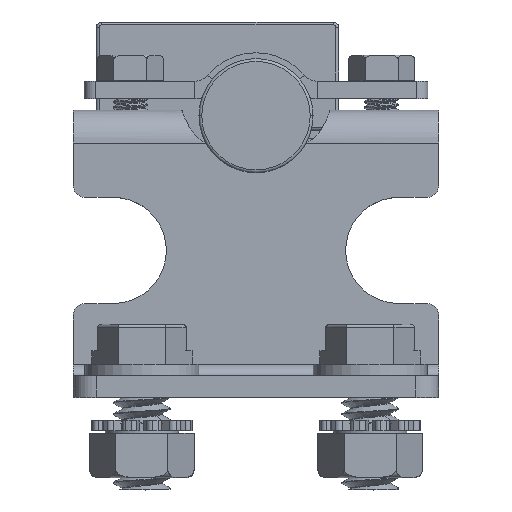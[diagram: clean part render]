
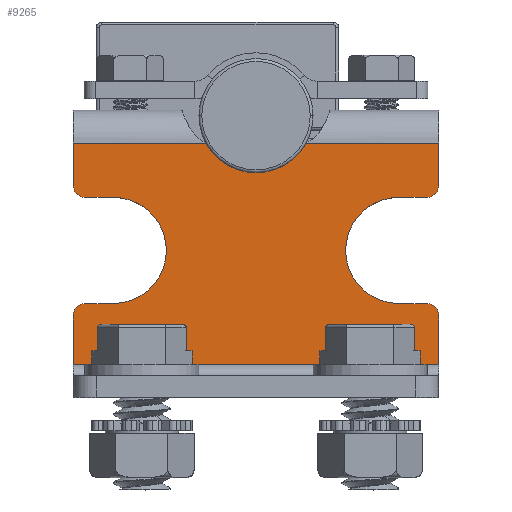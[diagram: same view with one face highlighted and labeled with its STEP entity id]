
A CAD part, top view. The second image highlights one B-rep face of the part: STEP entity #9265.
In plain terms, the highlighted face is planar.
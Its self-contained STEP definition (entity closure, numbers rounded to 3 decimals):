
#7885=CARTESIAN_POINT('',(-1.9,21.3,-3.666));
#7886=DIRECTION('',(-1.,0.,0.));
#7887=DIRECTION('',(0.,0.68,0.733));
#7888=AXIS2_PLACEMENT_3D('',#7885,#7886,#7887);
#7890=CARTESIAN_POINT('',(-1.9,24.7,0.));
#7891=DIRECTION('',(1.,0.,0.));
#7892=DIRECTION('',(0.,-0.68,0.733));
#7893=AXIS2_PLACEMENT_3D('',#7890,#7891,#7892);
#7895=CARTESIAN_POINT('',(-1.9,21.3,3.666));
#7896=DIRECTION('',(-1.,0.,0.));
#7897=DIRECTION('',(0.,1.,0.));
#7898=AXIS2_PLACEMENT_3D('',#7895,#7896,#7897);
#7900=DIRECTION('',(0.,0.,-1.));
#7901=VECTOR('',#7900,0.313);
#7902=CARTESIAN_POINT('',(-1.9,22.3,3.979));
#7903=LINE('',#7902,#7901);
#7904=CARTESIAN_POINT('',(-1.9,18.55,15.));
#7905=DIRECTION('',(-1.,0.,0.));
#7906=DIRECTION('',(0.,-1.,0.));
#7907=AXIS2_PLACEMENT_3D('',#7904,#7905,#7906);
#7909=DIRECTION('',(0.,0.,-1.));
#7910=VECTOR('',#7909,2.5);
#7911=CARTESIAN_POINT('',(-1.9,17.55,15.));
#7912=LINE('',#7911,#7910);
#7913=CARTESIAN_POINT('',(-1.9,12.9,12.5));
#7914=DIRECTION('',(-1.,0.,0.));
#7915=DIRECTION('',(0.,1.,0.));
#7916=AXIS2_PLACEMENT_3D('',#7913,#7914,#7915);
#7918=DIRECTION('',(0.,0.,-1.));
#7919=VECTOR('',#7918,2.5);
#7920=CARTESIAN_POINT('',(-1.9,8.25,15.));
#7921=LINE('',#7920,#7919);
#7922=CARTESIAN_POINT('',(-1.9,7.25,15.));
#7923=DIRECTION('',(-1.,0.,0.));
#7924=DIRECTION('',(0.,0.,1.));
#7925=AXIS2_PLACEMENT_3D('',#7922,#7923,#7924);
#7927=DIRECTION('',(0.,0.,1.));
#7928=VECTOR('',#7927,32.);
#7929=CARTESIAN_POINT('',(-1.9,2.9,-16.));
#7930=LINE('',#7929,#7928);
#7931=CARTESIAN_POINT('',(-1.9,7.25,-15.));
#7932=DIRECTION('',(-1.,0.,0.));
#7933=DIRECTION('',(0.,1.,0.));
#7934=AXIS2_PLACEMENT_3D('',#7931,#7932,#7933);
#7936=DIRECTION('',(0.,0.,1.));
#7937=VECTOR('',#7936,2.5);
#7938=CARTESIAN_POINT('',(-1.9,8.25,-15.));
#7939=LINE('',#7938,#7937);
#7940=CARTESIAN_POINT('',(-1.9,12.9,-12.5));
#7941=DIRECTION('',(-1.,0.,0.));
#7942=DIRECTION('',(0.,-1.,0.));
#7943=AXIS2_PLACEMENT_3D('',#7940,#7941,#7942);
#7945=DIRECTION('',(0.,0.,1.));
#7946=VECTOR('',#7945,2.5);
#7947=CARTESIAN_POINT('',(-1.9,17.55,-15.));
#7948=LINE('',#7947,#7946);
#7949=CARTESIAN_POINT('',(-1.9,18.55,-15.));
#7950=DIRECTION('',(-1.,0.,0.));
#7951=DIRECTION('',(0.,0.,-1.));
#7952=AXIS2_PLACEMENT_3D('',#7949,#7950,#7951);
#7954=DIRECTION('',(0.,0.,-1.));
#7955=VECTOR('',#7954,0.313);
#7956=CARTESIAN_POINT('',(-1.9,22.3,-3.666));
#7957=LINE('',#7956,#7955);
#8155=DIRECTION('',(0.,1.,0.));
#8156=VECTOR('',#8155,4.35);
#8157=CARTESIAN_POINT('',(-1.9,2.9,16.));
#8158=LINE('',#8157,#8156);
#8163=DIRECTION('',(0.,1.,0.));
#8164=VECTOR('',#8163,3.75);
#8165=CARTESIAN_POINT('',(-1.9,18.55,16.));
#8166=LINE('',#8165,#8164);
#8197=CARTESIAN_POINT('',(-1.9,22.3,-3.979));
#8199=DIRECTION('',(0.,0.,1.));
#8200=VECTOR('',#8199,12.021);
#8201=CARTESIAN_POINT('',(-1.9,22.3,-16.));
#8202=LINE('',#8201,#8200);
#8203=CARTESIAN_POINT('',(-1.9,22.3,3.979));
#8215=DIRECTION('',(0.,0.,1.));
#8216=VECTOR('',#8215,12.021);
#8217=CARTESIAN_POINT('',(-1.9,22.3,3.979));
#8218=LINE('',#8217,#8216);
#8629=DIRECTION('',(0.,1.,0.));
#8630=VECTOR('',#8629,3.75);
#8631=CARTESIAN_POINT('',(-1.9,18.55,-16.));
#8632=LINE('',#8631,#8630);
#8637=DIRECTION('',(0.,1.,0.));
#8638=VECTOR('',#8637,4.35);
#8639=CARTESIAN_POINT('',(-1.9,2.9,-16.));
#8640=LINE('',#8639,#8638);
#8773=CARTESIAN_POINT('',(-1.9,17.55,12.5));
#8774=CARTESIAN_POINT('',(-1.9,8.25,12.5));
#8775=VERTEX_POINT('',#8773);
#8776=VERTEX_POINT('',#8774);
#8777=CARTESIAN_POINT('',(-1.9,8.25,-12.5));
#8778=CARTESIAN_POINT('',(-1.9,17.55,-12.5));
#8779=VERTEX_POINT('',#8777);
#8780=VERTEX_POINT('',#8778);
#8805=CARTESIAN_POINT('',(-1.9,7.25,16.));
#8806=VERTEX_POINT('',#8805);
#8807=CARTESIAN_POINT('',(-1.9,8.25,15.));
#8808=VERTEX_POINT('',#8807);
#8813=CARTESIAN_POINT('',(-1.9,17.55,15.));
#8814=VERTEX_POINT('',#8813);
#8815=CARTESIAN_POINT('',(-1.9,18.55,16.));
#8816=VERTEX_POINT('',#8815);
#8821=CARTESIAN_POINT('',(-1.9,18.55,-16.));
#8822=VERTEX_POINT('',#8821);
#8823=CARTESIAN_POINT('',(-1.9,17.55,-15.));
#8824=VERTEX_POINT('',#8823);
#8829=CARTESIAN_POINT('',(-1.9,8.25,-15.));
#8830=VERTEX_POINT('',#8829);
#8831=CARTESIAN_POINT('',(-1.9,7.25,-16.));
#8832=VERTEX_POINT('',#8831);
#8841=CARTESIAN_POINT('',(-1.9,2.9,-16.));
#8842=VERTEX_POINT('',#8841);
#8843=CARTESIAN_POINT('',(-1.9,22.3,-16.));
#8844=VERTEX_POINT('',#8843);
#8845=CARTESIAN_POINT('',(-1.9,2.9,16.));
#8846=VERTEX_POINT('',#8845);
#8847=CARTESIAN_POINT('',(-1.9,22.3,16.));
#8848=VERTEX_POINT('',#8847);
#8955=VERTEX_POINT('',#8197);
#8956=VERTEX_POINT('',#8203);
#8965=CARTESIAN_POINT('',(-1.9,21.98,-2.933));
#8966=VERTEX_POINT('',#8965);
#8967=CARTESIAN_POINT('',(-1.9,22.3,-3.666));
#8968=VERTEX_POINT('',#8967);
#8973=CARTESIAN_POINT('',(-1.9,22.3,3.666));
#8974=VERTEX_POINT('',#8973);
#8975=CARTESIAN_POINT('',(-1.9,21.98,2.933));
#8976=VERTEX_POINT('',#8975);
#9215=CARTESIAN_POINT('',(-1.9,2.9,-16.));
#9216=DIRECTION('',(1.,0.,0.));
#9217=DIRECTION('',(0.,1.,0.));
#9218=AXIS2_PLACEMENT_3D('',#9215,#9216,#9217);
#9219=PLANE('',#9218);
#9221=ORIENTED_EDGE('',*,*,#9220,.F.);
#9223=ORIENTED_EDGE('',*,*,#9222,.F.);
#9225=ORIENTED_EDGE('',*,*,#9224,.F.);
#9227=ORIENTED_EDGE('',*,*,#9226,.F.);
#9229=ORIENTED_EDGE('',*,*,#9228,.T.);
#9231=ORIENTED_EDGE('',*,*,#9230,.F.);
#9233=ORIENTED_EDGE('',*,*,#9232,.F.);
#9235=ORIENTED_EDGE('',*,*,#9234,.T.);
#9237=ORIENTED_EDGE('',*,*,#9236,.T.);
#9239=ORIENTED_EDGE('',*,*,#9238,.F.);
#9241=ORIENTED_EDGE('',*,*,#9240,.F.);
#9243=ORIENTED_EDGE('',*,*,#9242,.F.);
#9244=ORIENTED_EDGE('',*,*,#9208,.F.);
#9246=ORIENTED_EDGE('',*,*,#9245,.T.);
#9248=ORIENTED_EDGE('',*,*,#9247,.F.);
#9250=ORIENTED_EDGE('',*,*,#9249,.T.);
#9252=ORIENTED_EDGE('',*,*,#9251,.T.);
#9254=ORIENTED_EDGE('',*,*,#9253,.F.);
#9256=ORIENTED_EDGE('',*,*,#9255,.F.);
#9258=ORIENTED_EDGE('',*,*,#9257,.T.);
#9260=ORIENTED_EDGE('',*,*,#9259,.T.);
#9262=ORIENTED_EDGE('',*,*,#9261,.F.);
#9263=EDGE_LOOP('',(#9221,#9223,#9225,#9227,#9229,#9231,#9233,#9235,#9237,#9239,
#9241,#9243,#9244,#9246,#9248,#9250,#9252,#9254,#9256,#9258,#9260,#9262));
#9264=FACE_OUTER_BOUND('',#9263,.F.);
#9265=ADVANCED_FACE('',(#9264),#9219,.F.);
#7889=CIRCLE('',#7888,1.);
#7894=CIRCLE('',#7893,4.);
#7899=CIRCLE('',#7898,1.);
#7908=CIRCLE('',#7907,1.);
#7917=CIRCLE('',#7916,4.65);
#7926=CIRCLE('',#7925,1.);
#7935=CIRCLE('',#7934,1.);
#7944=CIRCLE('',#7943,4.65);
#7953=CIRCLE('',#7952,1.);
#9208=EDGE_CURVE('',#8842,#8846,#7930,.T.);
#9220=EDGE_CURVE('',#8966,#8968,#7889,.T.);
#9222=EDGE_CURVE('',#8976,#8966,#7894,.T.);
#9224=EDGE_CURVE('',#8974,#8976,#7899,.T.);
#9226=EDGE_CURVE('',#8956,#8974,#7903,.T.);
#9228=EDGE_CURVE('',#8956,#8848,#8218,.T.);
#9230=EDGE_CURVE('',#8816,#8848,#8166,.T.);
#9232=EDGE_CURVE('',#8814,#8816,#7908,.T.);
#9234=EDGE_CURVE('',#8814,#8775,#7912,.T.);
#9236=EDGE_CURVE('',#8775,#8776,#7917,.T.);
#9238=EDGE_CURVE('',#8808,#8776,#7921,.T.);
#9240=EDGE_CURVE('',#8806,#8808,#7926,.T.);
#9242=EDGE_CURVE('',#8846,#8806,#8158,.T.);
#9245=EDGE_CURVE('',#8842,#8832,#8640,.T.);
#9247=EDGE_CURVE('',#8830,#8832,#7935,.T.);
#9249=EDGE_CURVE('',#8830,#8779,#7939,.T.);
#9251=EDGE_CURVE('',#8779,#8780,#7944,.T.);
#9253=EDGE_CURVE('',#8824,#8780,#7948,.T.);
#9255=EDGE_CURVE('',#8822,#8824,#7953,.T.);
#9257=EDGE_CURVE('',#8822,#8844,#8632,.T.);
#9259=EDGE_CURVE('',#8844,#8955,#8202,.T.);
#9261=EDGE_CURVE('',#8968,#8955,#7957,.T.);
